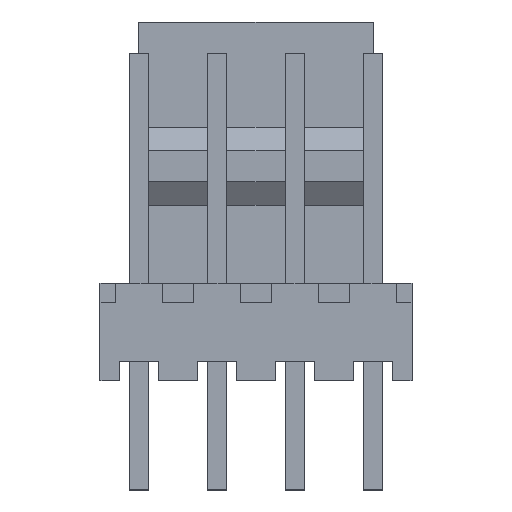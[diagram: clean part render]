
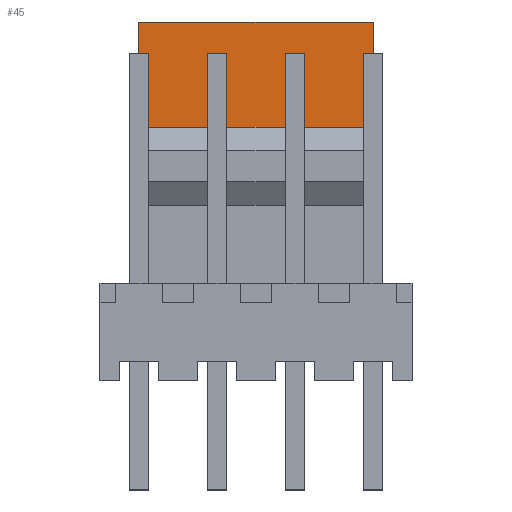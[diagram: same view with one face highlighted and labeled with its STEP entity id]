
A CAD part, top view. The second image highlights one B-rep face of the part: STEP entity #45.
In plain terms, the highlighted planar face has unit normal (0, 0, 1).
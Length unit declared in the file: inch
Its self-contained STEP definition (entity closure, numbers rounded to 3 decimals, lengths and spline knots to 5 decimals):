
#2 = VERTEX_POINT ( 'NONE', #3009 ) ;
#27 = VERTEX_POINT ( 'NONE', #354 ) ;
#45 = ADVANCED_FACE ( 'NONE', ( #1738 ), #1192, .T. ) ;
#229 = EDGE_CURVE ( 'NONE', #2462, #2, #2011, .T. ) ;
#256 = VECTOR ( 'NONE', #2334, 39.37008 ) ;
#354 = CARTESIAN_POINT ( 'NONE',  ( 0.15, 0.2625, -0.074 ) ) ;
#479 = LINE ( 'NONE', #1021, #1322 ) ;
#533 = ORIENTED_EDGE ( 'NONE', *, *, #1865, .T. ) ;
#729 = AXIS2_PLACEMENT_3D ( 'NONE', #1244, #2569, #1263 ) ;
#825 = VERTEX_POINT ( 'NONE', #2754 ) ;
#995 = LINE ( 'NONE', #1534, #256 ) ;
#1021 = CARTESIAN_POINT ( 'NONE',  ( 0.15, 0.23, -0.074 ) ) ;
#1173 = VECTOR ( 'NONE', #2563, 39.37008 ) ;
#1192 = PLANE ( 'NONE',  #729 ) ;
#1244 = CARTESIAN_POINT ( 'NONE',  ( -0.156, 0.4002, -0.074 ) ) ;
#1263 = DIRECTION ( 'NONE',  ( 0., -1., 0. ) ) ;
#1322 = VECTOR ( 'NONE', #2633, 39.37008 ) ;
#1428 = CARTESIAN_POINT ( 'NONE',  ( -0.15, 0.23, -0.074 ) ) ;
#1534 = CARTESIAN_POINT ( 'NONE',  ( 0., 0.2625, -0.074 ) ) ;
#1619 = VECTOR ( 'NONE', #2185, 39.37008 ) ;
#1738 = FACE_OUTER_BOUND ( 'NONE', #2689, .T. ) ;
#1865 = EDGE_CURVE ( 'NONE', #825, #27, #995, .T. ) ;
#1989 = ORIENTED_EDGE ( 'NONE', *, *, #3321, .T. ) ;
#2011 = LINE ( 'NONE', #3097, #1173 ) ;
#2185 = DIRECTION ( 'NONE',  ( 0., -1., 0. ) ) ;
#2293 = CARTESIAN_POINT ( 'NONE',  ( -0.15, 0.3975, -0.074 ) ) ;
#2334 = DIRECTION ( 'NONE',  ( 1., 0., 0. ) ) ;
#2462 = VERTEX_POINT ( 'NONE', #2293 ) ;
#2517 = ORIENTED_EDGE ( 'NONE', *, *, #2916, .F. ) ;
#2563 = DIRECTION ( 'NONE',  ( 1., 0., 0. ) ) ;
#2569 = DIRECTION ( 'NONE',  ( 0., 0., 1. ) ) ;
#2633 = DIRECTION ( 'NONE',  ( 0., -1., 0. ) ) ;
#2689 = EDGE_LOOP ( 'NONE', ( #2517, #2799, #1989, #533 ) ) ;
#2754 = CARTESIAN_POINT ( 'NONE',  ( -0.15, 0.2625, -0.074 ) ) ;
#2799 = ORIENTED_EDGE ( 'NONE', *, *, #229, .F. ) ;
#2916 = EDGE_CURVE ( 'NONE', #2, #27, #479, .T. ) ;
#3009 = CARTESIAN_POINT ( 'NONE',  ( 0.15, 0.3975, -0.074 ) ) ;
#3097 = CARTESIAN_POINT ( 'NONE',  ( 0., 0.3975, -0.074 ) ) ;
#3321 = EDGE_CURVE ( 'NONE', #2462, #825, #3322, .T. ) ;
#3322 = LINE ( 'NONE', #1428, #1619 ) ;
